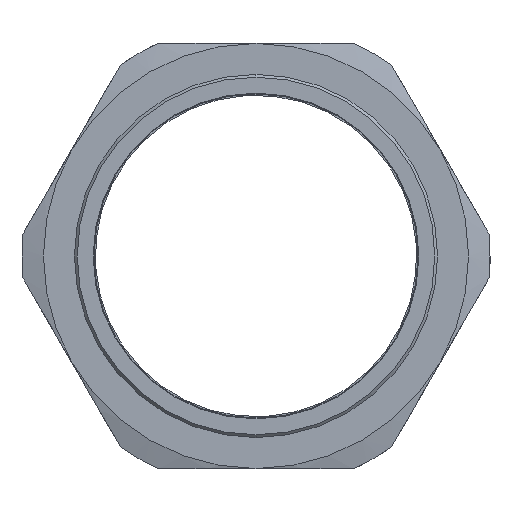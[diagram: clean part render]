
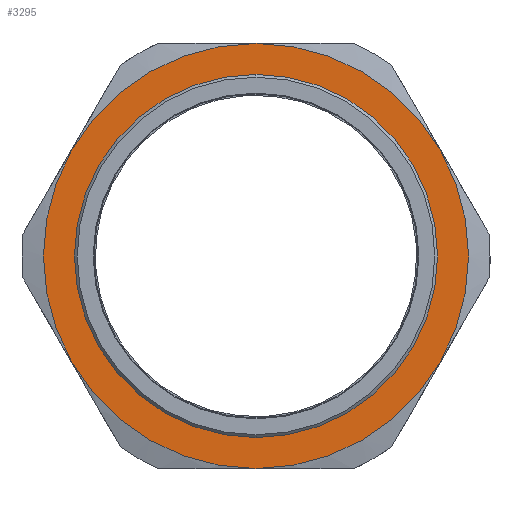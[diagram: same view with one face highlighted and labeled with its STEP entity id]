
A CAD part, left-side view. The second image highlights one B-rep face of the part: STEP entity #3295.
In plain terms, the highlighted planar face has unit normal (-1, 0, 0).
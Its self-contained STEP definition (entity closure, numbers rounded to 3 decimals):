
#11 = FACE_OUTER_BOUND ( 'NONE', #3930, .T. ) ;
#34 = CARTESIAN_POINT ( 'NONE',  ( 24., 0., 76.1 ) ) ;
#192 = DIRECTION ( 'NONE',  ( 0., 0., 1. ) ) ;
#307 = EDGE_CURVE ( 'NONE', #2818, #2147, #2318, .T. ) ;
#690 = CARTESIAN_POINT ( 'NONE',  ( 24., 0., 0. ) ) ;
#980 = ORIENTED_EDGE ( 'NONE', *, *, #3872, .F. ) ;
#1010 = AXIS2_PLACEMENT_3D ( 'NONE', #1329, #3954, #2013 ) ;
#1018 = PLANE ( 'NONE',  #1010 ) ;
#1021 = DIRECTION ( 'NONE',  ( 0., 0., -1. ) ) ;
#1220 = CARTESIAN_POINT ( 'NONE',  ( 24., 0., -76.1 ) ) ;
#1275 = AXIS2_PLACEMENT_3D ( 'NONE', #4092, #2175, #192 ) ;
#1329 = CARTESIAN_POINT ( 'NONE',  ( 24., 0., -84.32 ) ) ;
#1621 = ORIENTED_EDGE ( 'NONE', *, *, #307, .F. ) ;
#1653 = ORIENTED_EDGE ( 'NONE', *, *, #2050, .F. ) ;
#1657 = CIRCLE ( 'NONE', #2501, 76.1 ) ;
#1702 = DIRECTION ( 'NONE',  ( 1., 0., 0. ) ) ;
#1773 = FACE_BOUND ( 'NONE', #2662, .T. ) ;
#1911 = AXIS2_PLACEMENT_3D ( 'NONE', #3659, #1702, #3971 ) ;
#2013 = DIRECTION ( 'NONE',  ( 0., 0., -1. ) ) ;
#2050 = EDGE_CURVE ( 'NONE', #2929, #2368, #1657, .T. ) ;
#2147 = VERTEX_POINT ( 'NONE', #3385 ) ;
#2175 = DIRECTION ( 'NONE',  ( -1., 0., 0. ) ) ;
#2318 = CIRCLE ( 'NONE', #3425, 65. ) ;
#2368 = VERTEX_POINT ( 'NONE', #1220 ) ;
#2501 = AXIS2_PLACEMENT_3D ( 'NONE', #690, #2991, #1021 ) ;
#2508 = ORIENTED_EDGE ( 'NONE', *, *, #2589, .F. ) ;
#2533 = CIRCLE ( 'NONE', #1275, 65. ) ;
#2544 = DIRECTION ( 'NONE',  ( 0., 0., 1. ) ) ;
#2548 = DIRECTION ( 'NONE',  ( -1., 0., 0. ) ) ;
#2551 = CARTESIAN_POINT ( 'NONE',  ( 24., 0., 0. ) ) ;
#2589 = EDGE_CURVE ( 'NONE', #2368, #2929, #3455, .T. ) ;
#2662 = EDGE_LOOP ( 'NONE', ( #980, #1621 ) ) ;
#2818 = VERTEX_POINT ( 'NONE', #4210 ) ;
#2929 = VERTEX_POINT ( 'NONE', #34 ) ;
#2991 = DIRECTION ( 'NONE',  ( 1., 0., 0. ) ) ;
#3295 = ADVANCED_FACE ( 'NONE', ( #11, #1773 ), #1018, .F. ) ;
#3385 = CARTESIAN_POINT ( 'NONE',  ( 24., 0., -65. ) ) ;
#3425 = AXIS2_PLACEMENT_3D ( 'NONE', #2551, #2548, #2544 ) ;
#3455 = CIRCLE ( 'NONE', #1911, 76.1 ) ;
#3659 = CARTESIAN_POINT ( 'NONE',  ( 24., 0., 0. ) ) ;
#3872 = EDGE_CURVE ( 'NONE', #2147, #2818, #2533, .T. ) ;
#3930 = EDGE_LOOP ( 'NONE', ( #2508, #1653 ) ) ;
#3954 = DIRECTION ( 'NONE',  ( 1., 0., 0. ) ) ;
#3971 = DIRECTION ( 'NONE',  ( 0., 0., -1. ) ) ;
#4092 = CARTESIAN_POINT ( 'NONE',  ( 24., 0., 0. ) ) ;
#4210 = CARTESIAN_POINT ( 'NONE',  ( 24., 0., 65. ) ) ;
